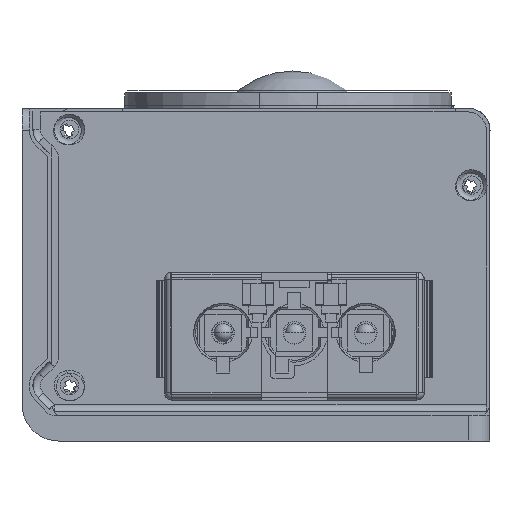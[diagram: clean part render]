
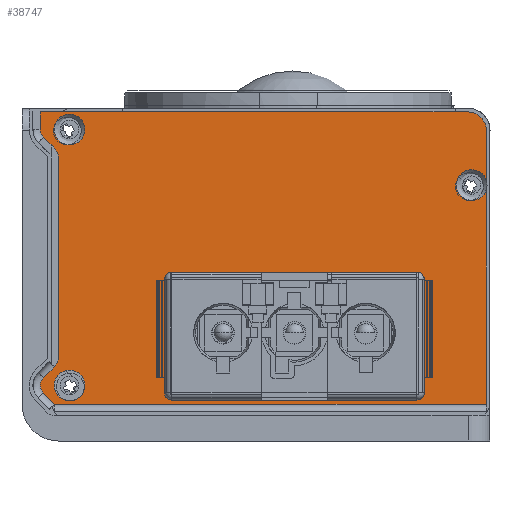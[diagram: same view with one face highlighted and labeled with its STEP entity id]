
A CAD part, front view. The second image highlights one B-rep face of the part: STEP entity #38747.
In plain terms, the highlighted planar face has unit normal (0, -1, 0).
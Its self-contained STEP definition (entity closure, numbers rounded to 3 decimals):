
#1192=FACE_BOUND('',#5815,.T.);
#1193=FACE_BOUND('',#5816,.T.);
#1194=FACE_BOUND('',#5817,.T.);
#2360=PLANE('',#41215);
#3935=FACE_OUTER_BOUND('',#5814,.T.);
#5814=EDGE_LOOP('',(#36474,#36475,#36476,#36477,#36478,#36479,#36480,#36481,
#36482,#36483,#36484,#36485,#36486,#36487,#36488));
#5815=EDGE_LOOP('',(#36489,#36490,#36491,#36492));
#5816=EDGE_LOOP('',(#36493));
#5817=EDGE_LOOP('',(#36494));
#6643=CIRCLE('',#41209,1.5);
#6646=CIRCLE('',#41214,1.5);
#6647=CIRCLE('',#41216,2.);
#6648=CIRCLE('',#41217,2.);
#6649=CIRCLE('',#41218,2.1);
#6650=CIRCLE('',#41219,2.5);
#6651=CIRCLE('',#41220,2.1);
#6652=CIRCLE('',#41221,2.1);
#11313=LINE('',#67496,#16092);
#11321=LINE('',#67537,#16100);
#11323=LINE('',#67547,#16102);
#11324=LINE('',#67566,#16103);
#11325=LINE('',#67567,#16104);
#11326=LINE('',#67569,#16105);
#11327=LINE('',#67573,#16106);
#11328=LINE('',#67576,#16107);
#11329=LINE('',#67580,#16108);
#11330=LINE('',#67584,#16109);
#11331=LINE('',#67586,#16110);
#11332=LINE('',#67588,#16111);
#11333=LINE('',#67589,#16112);
#16092=VECTOR('',#50446,59.075);
#16100=VECTOR('',#50474,2.086);
#16102=VECTOR('',#50488,2.166);
#16103=VECTOR('',#50497,58.5);
#16104=VECTOR('',#50498,2.382);
#16105=VECTOR('',#50499,2.086);
#16106=VECTOR('',#50502,27.101);
#16107=VECTOR('',#50505,29.36);
#16108=VECTOR('',#50508,6.86);
#16109=VECTOR('',#50511,16.);
#16110=VECTOR('',#50512,33.);
#16111=VECTOR('',#50513,16.);
#16112=VECTOR('',#50514,33.);
#20631=VERTEX_POINT('',#67493);
#20632=VERTEX_POINT('',#67495);
#20644=VERTEX_POINT('',#67534);
#20645=VERTEX_POINT('',#67536);
#20647=VERTEX_POINT('',#67542);
#20648=VERTEX_POINT('',#67549);
#20649=VERTEX_POINT('',#67560);
#20650=VERTEX_POINT('',#67564);
#20651=VERTEX_POINT('',#67565);
#20652=VERTEX_POINT('',#67568);
#20653=VERTEX_POINT('',#67570);
#20654=VERTEX_POINT('',#67572);
#20655=VERTEX_POINT('',#67575);
#20656=VERTEX_POINT('',#67577);
#20657=VERTEX_POINT('',#67579);
#20658=VERTEX_POINT('',#67582);
#20659=VERTEX_POINT('',#67583);
#20660=VERTEX_POINT('',#67585);
#20661=VERTEX_POINT('',#67587);
#20662=VERTEX_POINT('',#67590);
#20663=VERTEX_POINT('',#67592);
#26653=EDGE_CURVE('',#20631,#20632,#11313,.T.);
#26669=EDGE_CURVE('',#20644,#20645,#11321,.T.);
#26673=EDGE_CURVE('',#20647,#20644,#6643,.T.);
#26675=EDGE_CURVE('',#20632,#20647,#11323,.T.);
#26678=EDGE_CURVE('',#20649,#20648,#6646,.T.);
#26679=EDGE_CURVE('',#20650,#20651,#11324,.T.);
#26680=EDGE_CURVE('',#20648,#20650,#11325,.T.);
#26681=EDGE_CURVE('',#20652,#20649,#11326,.T.);
#26682=EDGE_CURVE('',#20653,#20652,#6647,.T.);
#26683=EDGE_CURVE('',#20654,#20653,#11327,.T.);
#26684=EDGE_CURVE('',#20645,#20654,#6648,.T.);
#26685=EDGE_CURVE('',#20655,#20631,#11328,.T.);
#26686=EDGE_CURVE('',#20655,#20656,#6649,.T.);
#26687=EDGE_CURVE('',#20657,#20656,#11329,.T.);
#26688=EDGE_CURVE('',#20651,#20657,#6650,.T.);
#26689=EDGE_CURVE('',#20658,#20659,#11330,.T.);
#26690=EDGE_CURVE('',#20659,#20660,#11331,.T.);
#26691=EDGE_CURVE('',#20660,#20661,#11332,.T.);
#26692=EDGE_CURVE('',#20661,#20658,#11333,.T.);
#26693=EDGE_CURVE('',#20662,#20662,#6651,.T.);
#26694=EDGE_CURVE('',#20663,#20663,#6652,.T.);
#36474=ORIENTED_EDGE('',*,*,#26679,.F.);
#36475=ORIENTED_EDGE('',*,*,#26680,.F.);
#36476=ORIENTED_EDGE('',*,*,#26678,.F.);
#36477=ORIENTED_EDGE('',*,*,#26681,.F.);
#36478=ORIENTED_EDGE('',*,*,#26682,.F.);
#36479=ORIENTED_EDGE('',*,*,#26683,.F.);
#36480=ORIENTED_EDGE('',*,*,#26684,.F.);
#36481=ORIENTED_EDGE('',*,*,#26669,.F.);
#36482=ORIENTED_EDGE('',*,*,#26673,.F.);
#36483=ORIENTED_EDGE('',*,*,#26675,.F.);
#36484=ORIENTED_EDGE('',*,*,#26653,.F.);
#36485=ORIENTED_EDGE('',*,*,#26685,.F.);
#36486=ORIENTED_EDGE('',*,*,#26686,.T.);
#36487=ORIENTED_EDGE('',*,*,#26687,.F.);
#36488=ORIENTED_EDGE('',*,*,#26688,.F.);
#36489=ORIENTED_EDGE('',*,*,#26689,.T.);
#36490=ORIENTED_EDGE('',*,*,#26690,.T.);
#36491=ORIENTED_EDGE('',*,*,#26691,.T.);
#36492=ORIENTED_EDGE('',*,*,#26692,.T.);
#36493=ORIENTED_EDGE('',*,*,#26693,.T.);
#36494=ORIENTED_EDGE('',*,*,#26694,.T.);
#38747=ADVANCED_FACE('',(#3935,#1192,#1193,#1194),#2360,.T.);
#41209=AXIS2_PLACEMENT_3D('',#67544,#50482,#50483);
#41214=AXIS2_PLACEMENT_3D('',#67562,#50493,#50494);
#41215=AXIS2_PLACEMENT_3D('',#67563,#50495,#50496);
#41216=AXIS2_PLACEMENT_3D('',#67571,#50500,#50501);
#41217=AXIS2_PLACEMENT_3D('',#67574,#50503,#50504);
#41218=AXIS2_PLACEMENT_3D('',#67578,#50506,#50507);
#41219=AXIS2_PLACEMENT_3D('',#67581,#50509,#50510);
#41220=AXIS2_PLACEMENT_3D('',#67591,#50515,#50516);
#41221=AXIS2_PLACEMENT_3D('',#67593,#50517,#50518);
#50446=DIRECTION('',(-1.,0.,0.));
#50474=DIRECTION('',(0.707,0.,0.707));
#50482=DIRECTION('center_axis',(0.,1.,0.));
#50483=DIRECTION('ref_axis',(-1.,0.,0.009));
#50488=DIRECTION('',(-0.694,0.,0.72));
#50493=DIRECTION('center_axis',(0.,1.,0.));
#50494=DIRECTION('ref_axis',(-0.926,0.,-0.379));
#50495=DIRECTION('center_axis',(0.,-1.,0.));
#50496=DIRECTION('ref_axis',(0.,0.,1.));
#50497=DIRECTION('',(1.,0.,0.));
#50498=DIRECTION('',(0.,0.,1.));
#50499=DIRECTION('',(-0.707,0.,0.707));
#50500=DIRECTION('center_axis',(0.,-1.,0.));
#50501=DIRECTION('ref_axis',(0.924,0.,0.383));
#50502=DIRECTION('',(0.,0.,1.));
#50503=DIRECTION('center_axis',(0.,-1.,0.));
#50504=DIRECTION('ref_axis',(0.924,0.,-0.383));
#50505=DIRECTION('',(0.,0.,-1.));
#50506=DIRECTION('center_axis',(0.,1.,0.));
#50507=DIRECTION('ref_axis',(-1.,0.,0.));
#50508=DIRECTION('',(0.,0.,-1.));
#50509=DIRECTION('center_axis',(0.,1.,0.));
#50510=DIRECTION('ref_axis',(0.707,0.,0.707));
#50511=DIRECTION('',(0.,0.,1.));
#50512=DIRECTION('',(1.,0.,0.));
#50513=DIRECTION('',(0.,0.,-1.));
#50514=DIRECTION('',(-1.,0.,0.));
#50515=DIRECTION('center_axis',(0.,1.,0.));
#50516=DIRECTION('ref_axis',(-1.,0.,0.));
#50517=DIRECTION('center_axis',(0.,1.,0.));
#50518=DIRECTION('ref_axis',(-1.,0.,0.));
#67493=CARTESIAN_POINT('',(29.4,-52.,1.4));
#67495=CARTESIAN_POINT('',(-29.675,-52.,1.4));
#67496=CARTESIAN_POINT('',(13.9,-52.,1.4));
#67534=CARTESIAN_POINT('',(-31.161,-52.,5.061));
#67536=CARTESIAN_POINT('',(-29.686,-52.,6.536));
#67537=CARTESIAN_POINT('',(-19.489,-52.,16.732));
#67542=CARTESIAN_POINT('',(-31.179,-52.,2.958));
#67544=CARTESIAN_POINT('Origin',(-30.1,-52.,4.));
#67547=CARTESIAN_POINT('',(-28.213,-52.,-0.115));
#67549=CARTESIAN_POINT('',(-31.6,-52.,39.018));
#67560=CARTESIAN_POINT('',(-31.161,-52.,37.939));
#67562=CARTESIAN_POINT('Origin',(-30.1,-52.,39.));
#67563=CARTESIAN_POINT('Origin',(-2.1,-52.,19.15));
#67564=CARTESIAN_POINT('',(-31.6,-52.,41.4));
#67565=CARTESIAN_POINT('',(26.9,-52.,41.4));
#67566=CARTESIAN_POINT('',(13.9,-52.,41.4));
#67567=CARTESIAN_POINT('',(-31.6,-52.,30.525));
#67568=CARTESIAN_POINT('',(-29.686,-52.,36.464));
#67569=CARTESIAN_POINT('',(-19.198,-52.,25.977));
#67570=CARTESIAN_POINT('',(-29.1,-52.,35.05));
#67571=CARTESIAN_POINT('Origin',(-31.1,-52.,35.05));
#67572=CARTESIAN_POINT('',(-29.1,-52.,7.95));
#67573=CARTESIAN_POINT('',(-29.1,-52.,7.775));
#67574=CARTESIAN_POINT('Origin',(-31.1,-52.,7.95));
#67575=CARTESIAN_POINT('',(29.4,-52.,30.76));
#67576=CARTESIAN_POINT('',(29.4,-52.,7.775));
#67577=CARTESIAN_POINT('',(29.4,-52.,32.04));
#67578=CARTESIAN_POINT('Origin',(27.4,-52.,31.4));
#67579=CARTESIAN_POINT('',(29.4,-52.,38.9));
#67580=CARTESIAN_POINT('',(29.4,-52.,7.775));
#67581=CARTESIAN_POINT('Origin',(26.9,-52.,38.9));
#67582=CARTESIAN_POINT('',(-13.6,-52.,2.4));
#67583=CARTESIAN_POINT('',(-13.6,-52.,18.4));
#67584=CARTESIAN_POINT('',(-13.6,-52.,10.775));
#67585=CARTESIAN_POINT('',(19.4,-52.,18.4));
#67586=CARTESIAN_POINT('',(-7.85,-52.,18.4));
#67587=CARTESIAN_POINT('',(19.4,-52.,2.4));
#67588=CARTESIAN_POINT('',(19.4,-52.,18.775));
#67589=CARTESIAN_POINT('',(8.65,-52.,2.4));
#67590=CARTESIAN_POINT('',(-29.7,-52.,39.));
#67591=CARTESIAN_POINT('Origin',(-27.6,-52.,39.));
#67592=CARTESIAN_POINT('',(-29.7,-52.,4.));
#67593=CARTESIAN_POINT('Origin',(-27.6,-52.,4.));
